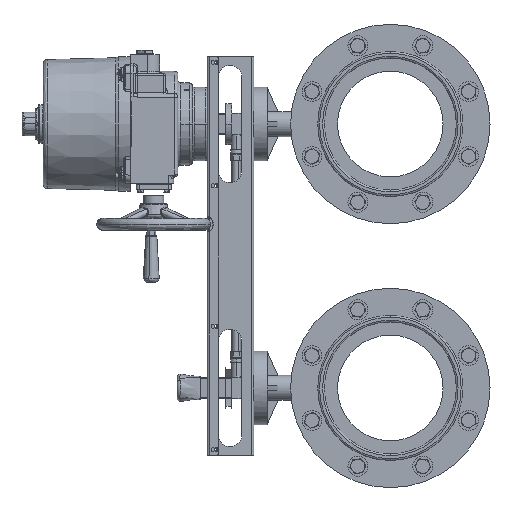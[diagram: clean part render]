
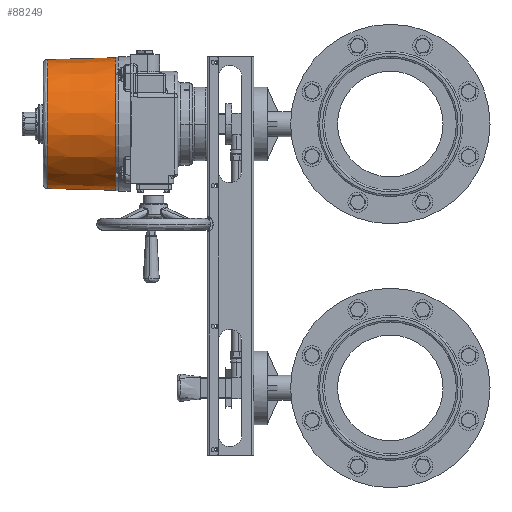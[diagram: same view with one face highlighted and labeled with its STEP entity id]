
A CAD part, left-side view. The second image highlights one B-rep face of the part: STEP entity #88249.
In plain terms, the highlighted conical face has half-angle 1.5 degrees and reference radius 109.921 mm.
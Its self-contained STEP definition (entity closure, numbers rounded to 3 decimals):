
#3017 = CARTESIAN_POINT ( 'NONE',  ( 20.532, 314.549, 625.079 ) ) ;
#5054 = CARTESIAN_POINT ( 'NONE',  ( 20.531, 314.549, 844.921 ) ) ;
#6860 = DIRECTION ( 'NONE',  ( 0., 0., 1. ) ) ;
#11896 = CIRCLE ( 'NONE', #37564, 109.921 ) ;
#21404 = AXIS2_PLACEMENT_3D ( 'NONE', #125296, #137185, #6860 ) ;
#24646 = ORIENTED_EDGE ( 'NONE', *, *, #83061, .F. ) ;
#25432 = CONICAL_SURFACE ( 'NONE', #21404, 109.921, 0.026 ) ;
#26300 = EDGE_LOOP ( 'NONE', ( #31499, #140180, #65319, #24646 ) ) ;
#31499 = ORIENTED_EDGE ( 'NONE', *, *, #108574, .T. ) ;
#32299 = AXIS2_PLACEMENT_3D ( 'NONE', #57013, #79904, #79387 ) ;
#37564 = AXIS2_PLACEMENT_3D ( 'NONE', #58226, #116923, #141800 ) ;
#41275 = VECTOR ( 'NONE', #100138, 1000. ) ;
#44067 = FACE_OUTER_BOUND ( 'NONE', #26300, .T. ) ;
#55380 = EDGE_CURVE ( 'NONE', #77137, #131666, #67461, .T. ) ;
#57013 = CARTESIAN_POINT ( 'NONE',  ( 20.531, 197.865, 735. ) ) ;
#58226 = CARTESIAN_POINT ( 'NONE',  ( 20.531, 314.549, 735. ) ) ;
#65319 = ORIENTED_EDGE ( 'NONE', *, *, #89215, .F. ) ;
#67461 = LINE ( 'NONE', #3017, #141841 ) ;
#76205 = CARTESIAN_POINT ( 'NONE',  ( 20.531, 314.549, 844.921 ) ) ;
#77137 = VERTEX_POINT ( 'NONE', #94952 ) ;
#79387 = DIRECTION ( 'NONE',  ( 0., 0., 1. ) ) ;
#79904 = DIRECTION ( 'NONE',  ( 0., -1., 0. ) ) ;
#80783 = CIRCLE ( 'NONE', #32299, 112.976 ) ;
#82862 = CARTESIAN_POINT ( 'NONE',  ( 20.532, 197.865, 622.024 ) ) ;
#83061 = EDGE_CURVE ( 'NONE', #91316, #129037, #110010, .T. ) ;
#88249 = ADVANCED_FACE ( 'NONE', ( #44067 ), #25432, .T. ) ;
#89215 = EDGE_CURVE ( 'NONE', #129037, #131666, #80783, .T. ) ;
#91316 = VERTEX_POINT ( 'NONE', #5054 ) ;
#94952 = CARTESIAN_POINT ( 'NONE',  ( 20.532, 314.549, 625.079 ) ) ;
#100138 = DIRECTION ( 'NONE',  ( 0., -1., 0.026 ) ) ;
#108574 = EDGE_CURVE ( 'NONE', #91316, #77137, #11896, .T. ) ;
#110010 = LINE ( 'NONE', #76205, #41275 ) ;
#116923 = DIRECTION ( 'NONE',  ( 0., -1., 0. ) ) ;
#121974 = CARTESIAN_POINT ( 'NONE',  ( 20.531, 197.865, 847.976 ) ) ;
#125296 = CARTESIAN_POINT ( 'NONE',  ( 20.531, 314.549, 735. ) ) ;
#129037 = VERTEX_POINT ( 'NONE', #121974 ) ;
#131666 = VERTEX_POINT ( 'NONE', #82862 ) ;
#137185 = DIRECTION ( 'NONE',  ( 0., -1., 0. ) ) ;
#140180 = ORIENTED_EDGE ( 'NONE', *, *, #55380, .T. ) ;
#141800 = DIRECTION ( 'NONE',  ( 0., 0., 1. ) ) ;
#141841 = VECTOR ( 'NONE', #145269, 1000. ) ;
#145269 = DIRECTION ( 'NONE',  ( 0., -1., -0.026 ) ) ;
